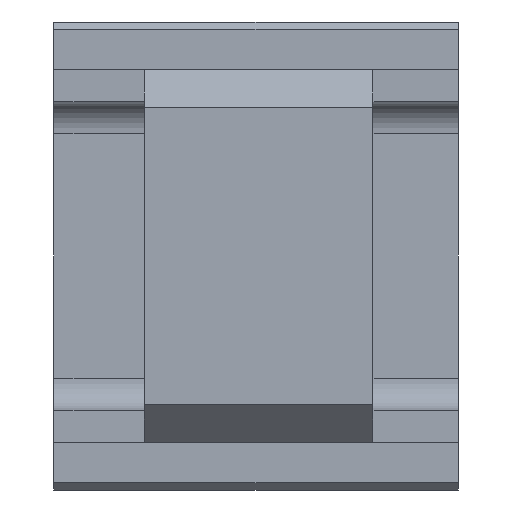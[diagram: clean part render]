
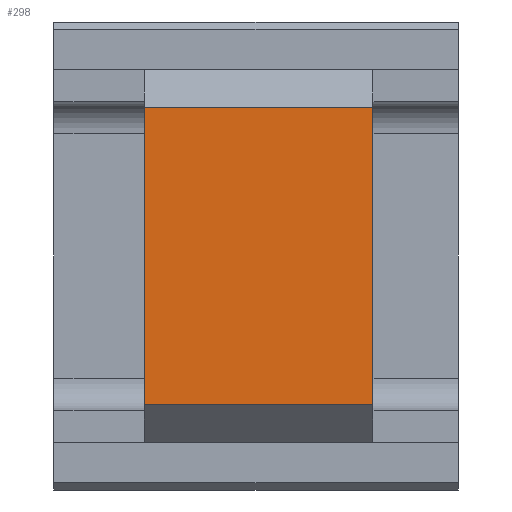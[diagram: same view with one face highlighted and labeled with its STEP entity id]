
A CAD part, front view. The second image highlights one B-rep face of the part: STEP entity #298.
In plain terms, the highlighted planar face has unit normal (0, -1, 0).
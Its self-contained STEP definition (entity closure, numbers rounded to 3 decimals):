
#11 = VECTOR ( 'NONE', #694, 1000. ) ;
#20 = CARTESIAN_POINT ( 'NONE',  ( 1., 0., 26. ) ) ;
#54 = VECTOR ( 'NONE', #480, 1000. ) ;
#84 = EDGE_CURVE ( 'NONE', #1674, #2289, #553, .T. ) ;
#112 = AXIS2_PLACEMENT_3D ( 'NONE', #583, #963, #958 ) ;
#152 = FACE_OUTER_BOUND ( 'NONE', #728, .T. ) ;
#274 = LINE ( 'NONE', #622, #1820 ) ;
#298 = ADVANCED_FACE ( 'NONE', ( #152 ), #1772, .F. ) ;
#327 = LINE ( 'NONE', #482, #54 ) ;
#480 = DIRECTION ( 'NONE',  ( -1., 0., 0. ) ) ;
#482 = CARTESIAN_POINT ( 'NONE',  ( 26.5, 0., 26. ) ) ;
#551 = VECTOR ( 'NONE', #2049, 1000. ) ;
#553 = LINE ( 'NONE', #1938, #551 ) ;
#583 = CARTESIAN_POINT ( 'NONE',  ( 22., 0., 80. ) ) ;
#596 = CARTESIAN_POINT ( 'NONE',  ( 22.5, 0., 26. ) ) ;
#618 = DIRECTION ( 'NONE',  ( -1., 0., 0. ) ) ;
#622 = CARTESIAN_POINT ( 'NONE',  ( 26.5, 0., 54. ) ) ;
#634 = ORIENTED_EDGE ( 'NONE', *, *, #1181, .F. ) ;
#694 = DIRECTION ( 'NONE',  ( 0., 0., -1. ) ) ;
#698 = CARTESIAN_POINT ( 'NONE',  ( 22.5, 0., 54. ) ) ;
#728 = EDGE_LOOP ( 'NONE', ( #1644, #634, #1088, #1112 ) ) ;
#853 = EDGE_CURVE ( 'NONE', #2213, #1000, #1902, .T. ) ;
#958 = DIRECTION ( 'NONE',  ( -1., 0., 0. ) ) ;
#963 = DIRECTION ( 'NONE',  ( 0., 1., 0. ) ) ;
#983 = EDGE_CURVE ( 'NONE', #2213, #2289, #274, .T. ) ;
#1000 = VERTEX_POINT ( 'NONE', #596 ) ;
#1088 = ORIENTED_EDGE ( 'NONE', *, *, #853, .F. ) ;
#1112 = ORIENTED_EDGE ( 'NONE', *, *, #983, .T. ) ;
#1181 = EDGE_CURVE ( 'NONE', #1000, #1674, #327, .T. ) ;
#1644 = ORIENTED_EDGE ( 'NONE', *, *, #84, .F. ) ;
#1674 = VERTEX_POINT ( 'NONE', #20 ) ;
#1772 = PLANE ( 'NONE',  #112 ) ;
#1820 = VECTOR ( 'NONE', #618, 1000. ) ;
#1902 = LINE ( 'NONE', #698, #11 ) ;
#1938 = CARTESIAN_POINT ( 'NONE',  ( 1., 0., 80. ) ) ;
#2026 = CARTESIAN_POINT ( 'NONE',  ( 1., 0., 54. ) ) ;
#2049 = DIRECTION ( 'NONE',  ( 0., 0., 1. ) ) ;
#2104 = CARTESIAN_POINT ( 'NONE',  ( 22.5, 0., 54. ) ) ;
#2213 = VERTEX_POINT ( 'NONE', #2104 ) ;
#2289 = VERTEX_POINT ( 'NONE', #2026 ) ;
